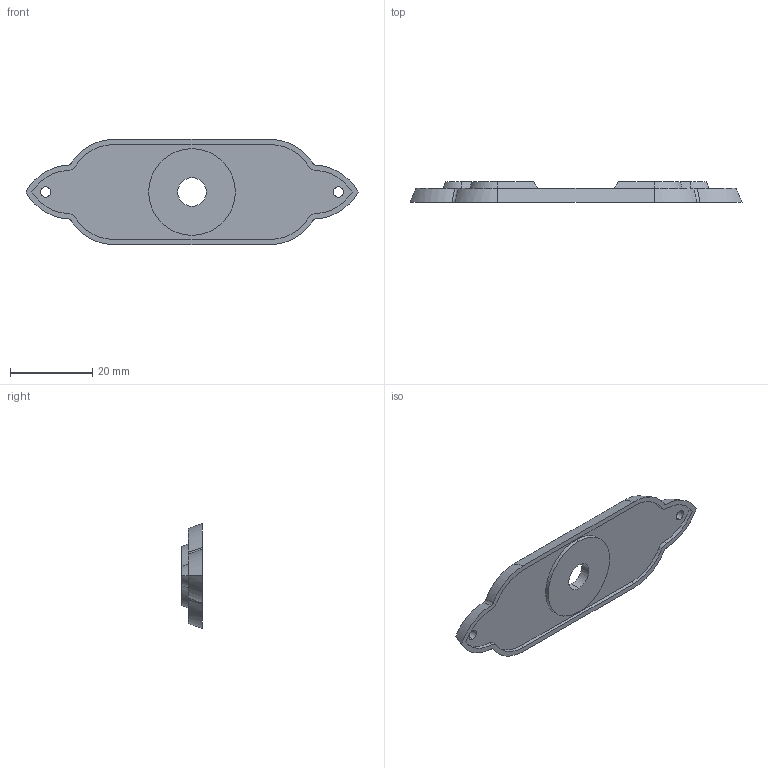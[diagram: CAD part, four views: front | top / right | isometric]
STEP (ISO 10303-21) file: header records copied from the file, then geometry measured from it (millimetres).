
FILE_DESCRIPTION (( 'STEP AP214' ), '1' );
FILE_NAME ('08995-Coffin Screw Plate Silver Plastic 80mm 25.5mm.STEP', '2018-12-19T21:08:17', ( '' ), ( '' ), 'SwSTEP 2.0', 'SolidWorks 2018', '' );
FILE_SCHEMA (( 'AUTOMOTIVE_DESIGN' ));
Length unit declared in the file: millimetre
Products named in the file (1): 08995-Coffin Screw Plate Silver Plastic 80mm 25.5mm
Bounding box: 80.5 x 5 x 25.5 mm (x, y, z)
Volume: 4538.7 mm3; surface area: 4134.8 mm2
Topology: 1 solids, 1 shells, 338 faces, 906 edges, 604 vertices
Faces by surface type: plane 166, bspline 134, cone 20, cylinder 16, torus 2
Entity records: 17962 total; most frequent: CARTESIAN_POINT 10339, ORIENTED_EDGE 1812, DIRECTION 1106, EDGE_CURVE 906, VERTEX_POINT 604, VECTOR 540, LINE 540, EDGE_LOOP 378
